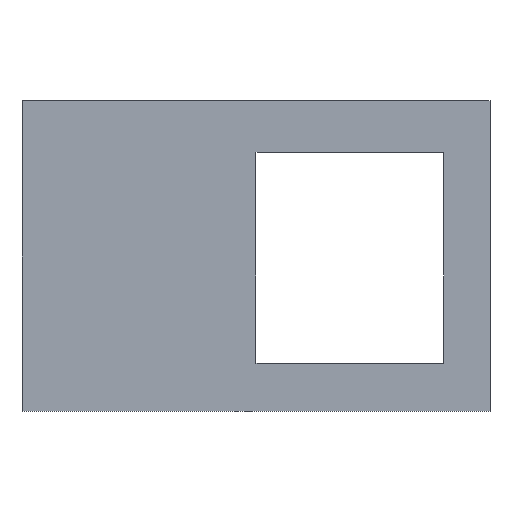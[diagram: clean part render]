
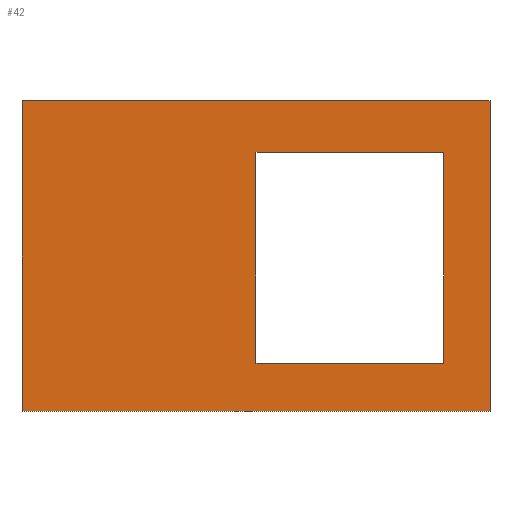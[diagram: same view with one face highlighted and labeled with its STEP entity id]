
A CAD part, top view. The second image highlights one B-rep face of the part: STEP entity #42.
In plain terms, the highlighted planar face has unit normal (0, 0, 1).
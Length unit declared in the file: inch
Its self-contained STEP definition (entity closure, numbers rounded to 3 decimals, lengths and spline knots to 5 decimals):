
#34=FACE_BOUND('',#70,.T.);
#35=FACE_BOUND('',#71,.T.);
#42=ADVANCED_FACE('',(#34,#35),#52,.T.);
#52=PLANE('',#219);
#70=EDGE_LOOP('',(#94,#95,#96,#97));
#71=EDGE_LOOP('',(#98,#99,#100,#101));
#94=ORIENTED_EDGE('',*,*,#154,.F.);
#95=ORIENTED_EDGE('',*,*,#155,.F.);
#96=ORIENTED_EDGE('',*,*,#156,.F.);
#97=ORIENTED_EDGE('',*,*,#157,.F.);
#98=ORIENTED_EDGE('',*,*,#144,.T.);
#99=ORIENTED_EDGE('',*,*,#148,.T.);
#100=ORIENTED_EDGE('',*,*,#151,.T.);
#101=ORIENTED_EDGE('',*,*,#153,.T.);
#128=VERTEX_POINT('',#276);
#129=VERTEX_POINT('',#278);
#131=VERTEX_POINT('',#284);
#133=VERTEX_POINT('',#290);
#134=VERTEX_POINT('',#297);
#135=VERTEX_POINT('',#298);
#136=VERTEX_POINT('',#300);
#137=VERTEX_POINT('',#302);
#144=EDGE_CURVE('',#129,#128,#168,.T.);
#148=EDGE_CURVE('',#128,#131,#172,.T.);
#151=EDGE_CURVE('',#131,#133,#175,.T.);
#153=EDGE_CURVE('',#133,#129,#177,.T.);
#154=EDGE_CURVE('',#134,#135,#178,.T.);
#155=EDGE_CURVE('',#136,#134,#179,.T.);
#156=EDGE_CURVE('',#137,#136,#180,.T.);
#157=EDGE_CURVE('',#135,#137,#181,.T.);
#168=LINE('',#277,#192);
#172=LINE('',#285,#196);
#175=LINE('',#291,#199);
#177=LINE('',#294,#201);
#178=LINE('',#296,#202);
#179=LINE('',#299,#203);
#180=LINE('',#301,#204);
#181=LINE('',#303,#205);
#192=VECTOR('',#229,1.);
#196=VECTOR('',#235,1.);
#199=VECTOR('',#240,1.);
#201=VECTOR('',#244,1.);
#202=VECTOR('',#247,1.);
#203=VECTOR('',#248,1.);
#204=VECTOR('',#249,1.);
#205=VECTOR('',#250,1.);
#219=AXIS2_PLACEMENT_3D('',#304,#251,#252);
#229=DIRECTION('',(0.,-1.,0.));
#235=DIRECTION('',(1.,0.,0.));
#240=DIRECTION('',(0.,1.,0.));
#244=DIRECTION('',(-1.,0.,0.));
#247=DIRECTION('',(0.,-1.,0.));
#248=DIRECTION('',(-1.,0.,0.));
#249=DIRECTION('',(0.,1.,0.));
#250=DIRECTION('',(1.,0.,0.));
#251=DIRECTION('',(0.,0.,1.));
#252=DIRECTION('',(1.,0.,0.));
#276=CARTESIAN_POINT('',(-30.5,-20.25,0.25));
#277=CARTESIAN_POINT('',(-30.5,20.25,0.25));
#278=CARTESIAN_POINT('',(-30.5,20.25,0.25));
#284=CARTESIAN_POINT('',(30.5,-20.25,0.25));
#285=CARTESIAN_POINT('',(-30.5,-20.25,0.25));
#290=CARTESIAN_POINT('',(30.5,20.25,0.25));
#291=CARTESIAN_POINT('',(30.5,-20.25,0.25));
#294=CARTESIAN_POINT('',(30.5,20.25,0.25));
#296=CARTESIAN_POINT('',(0.,13.5,0.25));
#297=CARTESIAN_POINT('',(0.,13.5,0.25));
#298=CARTESIAN_POINT('',(0.,-14.,0.25));
#299=CARTESIAN_POINT('',(24.5,13.5,0.25));
#300=CARTESIAN_POINT('',(24.5,13.5,0.25));
#301=CARTESIAN_POINT('',(24.5,-14.,0.25));
#302=CARTESIAN_POINT('',(24.5,-14.,0.25));
#303=CARTESIAN_POINT('',(0.,-14.,0.25));
#304=CARTESIAN_POINT('',(0.,0.,0.25));
